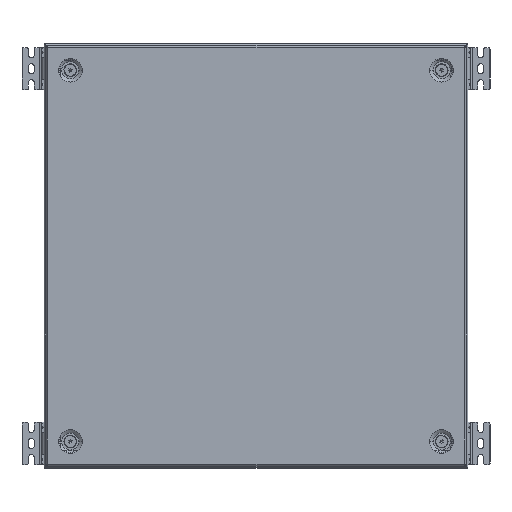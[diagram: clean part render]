
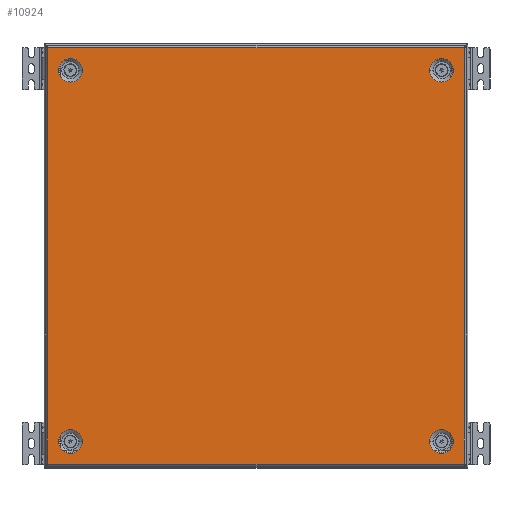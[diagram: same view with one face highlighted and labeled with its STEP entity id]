
A CAD part, top view. The second image highlights one B-rep face of the part: STEP entity #10924.
In plain terms, the highlighted planar face has unit normal (0, 0, 1).
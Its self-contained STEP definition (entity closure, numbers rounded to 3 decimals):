
#156 = CARTESIAN_POINT ( 'NONE',  ( -219., 219., 0. ) ) ;
#195 = ORIENTED_EDGE ( 'NONE', *, *, #18585, .F. ) ;
#487 = CIRCLE ( 'NONE', #1859, 14. ) ;
#542 = CARTESIAN_POINT ( 'NONE',  ( 245.5, -245.793, 0. ) ) ;
#655 = CARTESIAN_POINT ( 'NONE',  ( -245.5, 245.793, 0. ) ) ;
#669 = VERTEX_POINT ( 'NONE', #10084 ) ;
#777 = VECTOR ( 'NONE', #10509, 1000. ) ;
#899 = CARTESIAN_POINT ( 'NONE',  ( -219., 219., 0. ) ) ;
#908 = DIRECTION ( 'NONE',  ( 0., 0., 1. ) ) ;
#982 = DIRECTION ( 'NONE',  ( 1., 0., 0. ) ) ;
#1083 = CARTESIAN_POINT ( 'NONE',  ( -245.4, -245.5, 0. ) ) ;
#1090 = CIRCLE ( 'NONE', #17083, 14. ) ;
#1181 = DIRECTION ( 'NONE',  ( 1., 0., 0. ) ) ;
#1213 = CARTESIAN_POINT ( 'NONE',  ( 245.5, 245.5, 0. ) ) ;
#1859 = AXIS2_PLACEMENT_3D ( 'NONE', #11768, #908, #18349 ) ;
#2479 = DIRECTION ( 'NONE',  ( 0., 0., 1. ) ) ;
#2483 = CARTESIAN_POINT ( 'NONE',  ( 219., 219., 0. ) ) ;
#2639 = CARTESIAN_POINT ( 'NONE',  ( 245.793, 245.5, 0. ) ) ;
#2718 = EDGE_CURVE ( 'NONE', #21296, #6402, #18217, .T. ) ;
#2807 = CARTESIAN_POINT ( 'NONE',  ( 245.793, 245.5, 0. ) ) ;
#3277 = CARTESIAN_POINT ( 'NONE',  ( 247.5, -245.5, 0. ) ) ;
#3282 = DIRECTION ( 'NONE',  ( 0., 0., 1. ) ) ;
#3462 = FACE_BOUND ( 'NONE', #4314, .T. ) ;
#3584 = EDGE_CURVE ( 'NONE', #4588, #17949, #7140, .T. ) ;
#3638 = VERTEX_POINT ( 'NONE', #5090 ) ;
#4136 = DIRECTION ( 'NONE',  ( 1., 0., 0. ) ) ;
#4140 = EDGE_CURVE ( 'NONE', #17949, #21296, #6561, .T. ) ;
#4312 = EDGE_CURVE ( 'NONE', #27440, #20549, #23460, .T. ) ;
#4314 = EDGE_LOOP ( 'NONE', ( #15997, #12953 ) ) ;
#4452 = EDGE_CURVE ( 'NONE', #6402, #11832, #11123, .T. ) ;
#4481 = DIRECTION ( 'NONE',  ( -1., 0., 0. ) ) ;
#4588 = VERTEX_POINT ( 'NONE', #18820 ) ;
#5090 = CARTESIAN_POINT ( 'NONE',  ( 233., -219., 0. ) ) ;
#5122 = DIRECTION ( 'NONE',  ( -1., 0., 0. ) ) ;
#5240 = DIRECTION ( 'NONE',  ( -1., 0., 0. ) ) ;
#5275 = VECTOR ( 'NONE', #15317, 1000. ) ;
#5600 = DIRECTION ( 'NONE',  ( 0., 0., 1. ) ) ;
#6025 = ORIENTED_EDGE ( 'NONE', *, *, #2718, .T. ) ;
#6058 = VECTOR ( 'NONE', #23767, 1000. ) ;
#6402 = VERTEX_POINT ( 'NONE', #14325 ) ;
#6561 = LINE ( 'NONE', #25671, #15293 ) ;
#6927 = AXIS2_PLACEMENT_3D ( 'NONE', #17628, #2479, #4481 ) ;
#7030 = ORIENTED_EDGE ( 'NONE', *, *, #4312, .F. ) ;
#7099 = ORIENTED_EDGE ( 'NONE', *, *, #15201, .T. ) ;
#7140 = LINE ( 'NONE', #13152, #5275 ) ;
#7221 = ORIENTED_EDGE ( 'NONE', *, *, #13762, .F. ) ;
#7241 = LINE ( 'NONE', #2807, #27782 ) ;
#7842 = CARTESIAN_POINT ( 'NONE',  ( 219., -219., 0. ) ) ;
#8220 = AXIS2_PLACEMENT_3D ( 'NONE', #20592, #5600, #1181 ) ;
#9255 = VERTEX_POINT ( 'NONE', #14943 ) ;
#9319 = ORIENTED_EDGE ( 'NONE', *, *, #4140, .T. ) ;
#9540 = CIRCLE ( 'NONE', #23215, 14. ) ;
#10084 = CARTESIAN_POINT ( 'NONE',  ( 245.4, 245.5, 0. ) ) ;
#10230 = DIRECTION ( 'NONE',  ( 0., 0., 1. ) ) ;
#10312 = AXIS2_PLACEMENT_3D ( 'NONE', #2483, #11188, #19890 ) ;
#10509 = DIRECTION ( 'NONE',  ( 1., 0., 0. ) ) ;
#10526 = EDGE_LOOP ( 'NONE', ( #21317, #12079, #23463, #7099, #27544, #9319, #6025, #24940 ) ) ;
#10575 = CIRCLE ( 'NONE', #23326, 14. ) ;
#10899 = AXIS2_PLACEMENT_3D ( 'NONE', #19239, #10230, #16974 ) ;
#10924 = ADVANCED_FACE ( 'NONE', ( #22869, #16502, #3462, #23009, #25293 ), #12040, .T. ) ;
#11123 = LINE ( 'NONE', #542, #22549 ) ;
#11188 = DIRECTION ( 'NONE',  ( 0., 0., 1. ) ) ;
#11375 = EDGE_CURVE ( 'NONE', #17784, #14951, #15956, .T. ) ;
#11621 = AXIS2_PLACEMENT_3D ( 'NONE', #22516, #15874, #5122 ) ;
#11768 = CARTESIAN_POINT ( 'NONE',  ( 219., -219., 0. ) ) ;
#11832 = VERTEX_POINT ( 'NONE', #1213 ) ;
#12040 = PLANE ( 'NONE',  #8220 ) ;
#12078 = EDGE_LOOP ( 'NONE', ( #22964, #18184 ) ) ;
#12079 = ORIENTED_EDGE ( 'NONE', *, *, #16537, .T. ) ;
#12362 = EDGE_LOOP ( 'NONE', ( #7221, #20982 ) ) ;
#12953 = ORIENTED_EDGE ( 'NONE', *, *, #24221, .F. ) ;
#13152 = CARTESIAN_POINT ( 'NONE',  ( -245.793, -245.5, 0. ) ) ;
#13356 = VERTEX_POINT ( 'NONE', #14001 ) ;
#13646 = DIRECTION ( 'NONE',  ( 0., 0., 1. ) ) ;
#13762 = EDGE_CURVE ( 'NONE', #9255, #14040, #9540, .T. ) ;
#14001 = CARTESIAN_POINT ( 'NONE',  ( 205., -219., 0. ) ) ;
#14040 = VERTEX_POINT ( 'NONE', #19723 ) ;
#14325 = CARTESIAN_POINT ( 'NONE',  ( 245.5, -245.5, 0. ) ) ;
#14434 = DIRECTION ( 'NONE',  ( 1., 0., 0. ) ) ;
#14891 = DIRECTION ( 'NONE',  ( 0., 0., 1. ) ) ;
#14943 = CARTESIAN_POINT ( 'NONE',  ( -233., 219., 0. ) ) ;
#14951 = VERTEX_POINT ( 'NONE', #16569 ) ;
#15168 = CIRCLE ( 'NONE', #6927, 14. ) ;
#15201 = EDGE_CURVE ( 'NONE', #19654, #4588, #26769, .T. ) ;
#15293 = VECTOR ( 'NONE', #4136, 1000. ) ;
#15317 = DIRECTION ( 'NONE',  ( 1., 0., 0. ) ) ;
#15817 = CARTESIAN_POINT ( 'NONE',  ( -245.5, 245.5, 0. ) ) ;
#15874 = DIRECTION ( 'NONE',  ( 0., 0., 1. ) ) ;
#15956 = CIRCLE ( 'NONE', #10899, 14. ) ;
#15997 = ORIENTED_EDGE ( 'NONE', *, *, #11375, .F. ) ;
#16502 = FACE_BOUND ( 'NONE', #12078, .T. ) ;
#16537 = EDGE_CURVE ( 'NONE', #669, #19265, #7241, .T. ) ;
#16569 = CARTESIAN_POINT ( 'NONE',  ( 205., 219., 0. ) ) ;
#16974 = DIRECTION ( 'NONE',  ( -1., 0., 0. ) ) ;
#17028 = EDGE_CURVE ( 'NONE', #13356, #3638, #487, .T. ) ;
#17083 = AXIS2_PLACEMENT_3D ( 'NONE', #7842, #3282, #982 ) ;
#17628 = CARTESIAN_POINT ( 'NONE',  ( -219., -219., 0. ) ) ;
#17784 = VERTEX_POINT ( 'NONE', #19801 ) ;
#17949 = VERTEX_POINT ( 'NONE', #1083 ) ;
#18058 = DIRECTION ( 'NONE',  ( 1., 0., 0. ) ) ;
#18159 = EDGE_CURVE ( 'NONE', #11832, #669, #22054, .T. ) ;
#18184 = ORIENTED_EDGE ( 'NONE', *, *, #17028, .F. ) ;
#18217 = LINE ( 'NONE', #3277, #22067 ) ;
#18349 = DIRECTION ( 'NONE',  ( 1., 0., 0. ) ) ;
#18585 = EDGE_CURVE ( 'NONE', #20549, #27440, #15168, .T. ) ;
#18820 = CARTESIAN_POINT ( 'NONE',  ( -245.5, -245.5, 0. ) ) ;
#19159 = EDGE_CURVE ( 'NONE', #14040, #9255, #10575, .T. ) ;
#19229 = CARTESIAN_POINT ( 'NONE',  ( -247.5, 245.5, 0. ) ) ;
#19239 = CARTESIAN_POINT ( 'NONE',  ( 219., 219., 0. ) ) ;
#19265 = VERTEX_POINT ( 'NONE', #19984 ) ;
#19654 = VERTEX_POINT ( 'NONE', #15817 ) ;
#19723 = CARTESIAN_POINT ( 'NONE',  ( -205., 219., 0. ) ) ;
#19801 = CARTESIAN_POINT ( 'NONE',  ( 233., 219., 0. ) ) ;
#19890 = DIRECTION ( 'NONE',  ( -1., 0., 0. ) ) ;
#19984 = CARTESIAN_POINT ( 'NONE',  ( -245.4, 245.5, 0. ) ) ;
#20549 = VERTEX_POINT ( 'NONE', #20775 ) ;
#20592 = CARTESIAN_POINT ( 'NONE',  ( 0., 0., 0. ) ) ;
#20775 = CARTESIAN_POINT ( 'NONE',  ( -205., -219., 0. ) ) ;
#20982 = ORIENTED_EDGE ( 'NONE', *, *, #19159, .F. ) ;
#20984 = VECTOR ( 'NONE', #24918, 1000. ) ;
#21212 = EDGE_CURVE ( 'NONE', #3638, #13356, #1090, .T. ) ;
#21296 = VERTEX_POINT ( 'NONE', #22822 ) ;
#21317 = ORIENTED_EDGE ( 'NONE', *, *, #18159, .T. ) ;
#22054 = LINE ( 'NONE', #2639, #6058 ) ;
#22067 = VECTOR ( 'NONE', #14434, 1000. ) ;
#22516 = CARTESIAN_POINT ( 'NONE',  ( -219., -219., 0. ) ) ;
#22549 = VECTOR ( 'NONE', #26386, 1000. ) ;
#22822 = CARTESIAN_POINT ( 'NONE',  ( 245.4, -245.5, 0. ) ) ;
#22869 = FACE_OUTER_BOUND ( 'NONE', #10526, .T. ) ;
#22964 = ORIENTED_EDGE ( 'NONE', *, *, #21212, .F. ) ;
#23009 = FACE_BOUND ( 'NONE', #28172, .T. ) ;
#23215 = AXIS2_PLACEMENT_3D ( 'NONE', #899, #13646, #18058 ) ;
#23326 = AXIS2_PLACEMENT_3D ( 'NONE', #156, #14891, #23554 ) ;
#23460 = CIRCLE ( 'NONE', #11621, 14. ) ;
#23463 = ORIENTED_EDGE ( 'NONE', *, *, #28017, .F. ) ;
#23554 = DIRECTION ( 'NONE',  ( 1., 0., 0. ) ) ;
#23767 = DIRECTION ( 'NONE',  ( -1., 0., 0. ) ) ;
#23966 = CIRCLE ( 'NONE', #10312, 14. ) ;
#24221 = EDGE_CURVE ( 'NONE', #14951, #17784, #23966, .T. ) ;
#24918 = DIRECTION ( 'NONE',  ( 0., -1., 0. ) ) ;
#24940 = ORIENTED_EDGE ( 'NONE', *, *, #4452, .T. ) ;
#25293 = FACE_BOUND ( 'NONE', #12362, .T. ) ;
#25519 = CARTESIAN_POINT ( 'NONE',  ( -233., -219., 0. ) ) ;
#25629 = LINE ( 'NONE', #19229, #777 ) ;
#25671 = CARTESIAN_POINT ( 'NONE',  ( -245.793, -245.5, 0. ) ) ;
#26386 = DIRECTION ( 'NONE',  ( 0., 1., 0. ) ) ;
#26769 = LINE ( 'NONE', #655, #20984 ) ;
#27440 = VERTEX_POINT ( 'NONE', #25519 ) ;
#27544 = ORIENTED_EDGE ( 'NONE', *, *, #3584, .T. ) ;
#27782 = VECTOR ( 'NONE', #5240, 1000. ) ;
#28017 = EDGE_CURVE ( 'NONE', #19654, #19265, #25629, .T. ) ;
#28172 = EDGE_LOOP ( 'NONE', ( #7030, #195 ) ) ;
